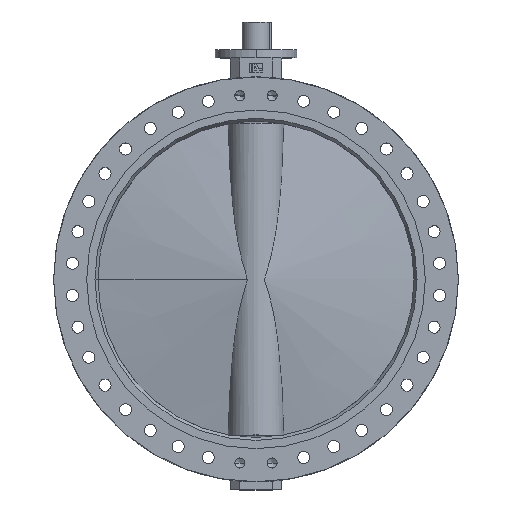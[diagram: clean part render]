
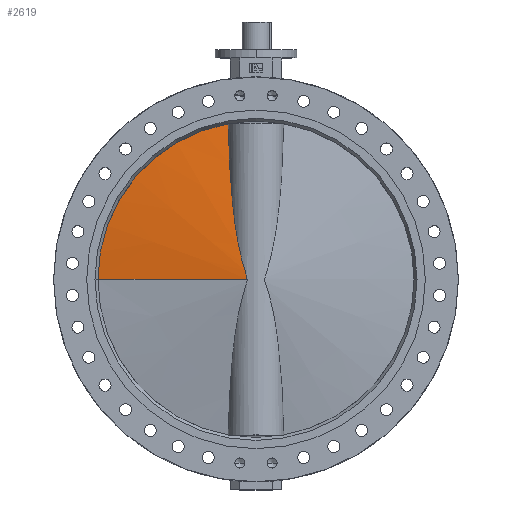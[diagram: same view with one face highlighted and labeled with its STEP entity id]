
A CAD part, top view. The second image highlights one B-rep face of the part: STEP entity #2619.
In plain terms, the highlighted conical face has half-angle 80.856 degrees and reference radius 683.427 mm.
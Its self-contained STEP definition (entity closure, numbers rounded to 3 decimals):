
#126 = CARTESIAN_POINT ( 'NONE',  ( -10.267, 671.202, -119.56 ) ) ;
#188 = CARTESIAN_POINT ( 'NONE',  ( -10.267, 671.202, -119.56 ) ) ;
#195 = CARTESIAN_POINT ( 'NONE',  ( -14.754, 642.954, -119.175 ) ) ;
#200 = CARTESIAN_POINT ( 'NONE',  ( -19.24, 614.711, -118.536 ) ) ;
#201 = CARTESIAN_POINT ( 'NONE',  ( -28.209, 558.239, -116.727 ) ) ;
#202 = CARTESIAN_POINT ( 'NONE',  ( -32.693, 530.009, -115.557 ) ) ;
#203 = CARTESIAN_POINT ( 'NONE',  ( -41.656, 473.564, -112.637 ) ) ;
#204 = CARTESIAN_POINT ( 'NONE',  ( -46.133, 445.366, -110.888 ) ) ;
#205 = CARTESIAN_POINT ( 'NONE',  ( -55.076, 389.027, -106.728 ) ) ;
#206 = CARTESIAN_POINT ( 'NONE',  ( -59.542, 360.886, -104.319 ) ) ;
#207 = CARTESIAN_POINT ( 'NONE',  ( -66.231, 318.726, -100.102 ) ) ;
#208 = CARTESIAN_POINT ( 'NONE',  ( -68.459, 304.681, -98.595 ) ) ;
#209 = CARTESIAN_POINT ( 'NONE',  ( -72.91, 276.61, -95.351 ) ) ;
#210 = CARTESIAN_POINT ( 'NONE',  ( -75.133, 262.584, -93.613 ) ) ;
#211 = CARTESIAN_POINT ( 'NONE',  ( -79.574, 234.558, -89.869 ) ) ;
#212 = CARTESIAN_POINT ( 'NONE',  ( -81.79, 220.566, -87.864 ) ) ;
#213 = CARTESIAN_POINT ( 'NONE',  ( -86.209, 192.636, -83.532 ) ) ;
#214 = CARTESIAN_POINT ( 'NONE',  ( -88.413, 178.697, -81.205 ) ) ;
#215 = CARTESIAN_POINT ( 'NONE',  ( -92.803, 150.886, -76.149 ) ) ;
#216 = CARTESIAN_POINT ( 'NONE',  ( -94.99, 137.013, -73.421 ) ) ;
#217 = CARTESIAN_POINT ( 'NONE',  ( -98.248, 116.268, -68.926 ) ) ;
#218 = CARTESIAN_POINT ( 'NONE',  ( -99.329, 109.369, -67.362 ) ) ;
#219 = CARTESIAN_POINT ( 'NONE',  ( -101.478, 95.612, -64.078 ) ) ;
#220 = CARTESIAN_POINT ( 'NONE',  ( -102.546, 88.753, -62.359 ) ) ;
#221 = CARTESIAN_POINT ( 'NONE',  ( -104.662, 75.083, -58.739 ) ) ;
#222 = CARTESIAN_POINT ( 'NONE',  ( -105.71, 68.272, -56.837 ) ) ;
#223 = CARTESIAN_POINT ( 'NONE',  ( -107.255, 58.092, -53.83 ) ) ;
#224 = CARTESIAN_POINT ( 'NONE',  ( -107.765, 54.706, -52.801 ) ) ;
#225 = CARTESIAN_POINT ( 'NONE',  ( -108.773, 47.944, -50.694 ) ) ;
#226 = CARTESIAN_POINT ( 'NONE',  ( -109.27, 44.569, -49.614 ) ) ;
#227 = CARTESIAN_POINT ( 'NONE',  ( -110.242, 37.827, -47.415 ) ) ;
#228 = CARTESIAN_POINT ( 'NONE',  ( -110.717, 34.46, -46.294 ) ) ;
#229 = CARTESIAN_POINT ( 'NONE',  ( -111.402, 29.408, -44.609 ) ) ;
#230 = CARTESIAN_POINT ( 'NONE',  ( -111.625, 27.723, -44.047 ) ) ;
#231 = CARTESIAN_POINT ( 'NONE',  ( -112.058, 24.349, -42.935 ) ) ;
#232 = CARTESIAN_POINT ( 'NONE',  ( -112.267, 22.66, -42.384 ) ) ;
#233 = CARTESIAN_POINT ( 'NONE',  ( -112.665, 19.271, -41.314 ) ) ;
#234 = CARTESIAN_POINT ( 'NONE',  ( -112.855, 17.571, -40.794 ) ) ;
#235 = CARTESIAN_POINT ( 'NONE',  ( -113.202, 14.151, -39.819 ) ) ;
#236 = CARTESIAN_POINT ( 'NONE',  ( -113.361, 12.43, -39.364 ) ) ;
#237 = CARTESIAN_POINT ( 'NONE',  ( -113.631, 8.95, -38.577 ) ) ;
#238 = CARTESIAN_POINT ( 'NONE',  ( -113.743, 7.191, -38.244 ) ) ;
#239 = CARTESIAN_POINT ( 'NONE',  ( -113.84, 4.953, -37.954 ) ) ;
#240 = CARTESIAN_POINT ( 'NONE',  ( -113.857, 4.503, -37.902 ) ) ;
#241 = CARTESIAN_POINT ( 'NONE',  ( -113.887, 3.6, -37.813 ) ) ;
#242 = CARTESIAN_POINT ( 'NONE',  ( -113.899, 3.146, -37.775 ) ) ;
#243 = CARTESIAN_POINT ( 'NONE',  ( -113.93, 1.792, -37.684 ) ) ;
#244 = CARTESIAN_POINT ( 'NONE',  ( -113.94, 0.894, -37.653 ) ) ;
#245 = CARTESIAN_POINT ( 'NONE',  ( -113.94, 0., -37.653 ) ) ;
#248 = CARTESIAN_POINT ( 'NONE',  ( -10.267, 0., 0. ) ) ;
#249 = DIRECTION ( 'NONE',  ( -1., 0., 0. ) ) ;
#250 = DIRECTION ( 'NONE',  ( 0., 0., 1. ) ) ;
#1841 = VERTEX_POINT ( 'NONE', #5121 ) ;
#1865 = VERTEX_POINT ( 'NONE', #126 ) ;
#2133 = EDGE_CURVE ( 'NONE', #1865, #10143, #2395, .T. ) ;
#2134 = EDGE_CURVE ( 'NONE', #1865, #1841, #3457, .T. ) ;
#2395 = B_SPLINE_CURVE_WITH_KNOTS ( 'NONE', 3,
 ( #188, #195, #200, #201, #202, #203, #204, #205, #206, #207, #208, #209, #210, #211, #212, #213, #214, #215, #216, #217, #218, #219, #220, #221, #222, #223, #224, #225, #226, #227, #228, #229, #230, #231, #232, #233, #234, #235, #236, #237, #238, #239, #240, #241, #242, #243, #244, #245 ),
 .UNSPECIFIED., .F., .F.,
 ( 4, 2, 2, 2, 2, 2, 2, 2, 2, 2, 2, 2, 2, 2, 2, 2, 2, 2, 2, 2, 2, 2, 2, 4 ),
 ( 0.07, 0.156, 0.241, 0.327, 0.413, 0.456, 0.499, 0.542, 0.585, 0.628, 0.649, 0.67, 0.692, 0.703, 0.713, 0.724, 0.729, 0.735, 0.74, 0.746, 0.751, 0.752, 0.754, 0.756 ),
 .UNSPECIFIED. ) ;
#2619 = ADVANCED_FACE ( 'NONE', ( #6351 ), #6355, .T. ) ;
#2873 = AXIS2_PLACEMENT_3D ( 'NONE', #248, #249, #250 ) ;
#3457 = CIRCLE ( 'NONE', #2873, 681.767 ) ;
#4014 = LINE ( 'NONE', #11082, #4015 ) ;
#4015 = VECTOR ( 'NONE', #11083, 1000. ) ;
#4519 = EDGE_LOOP ( 'NONE', ( #4669, #4670, #4671 ) ) ;
#4669 = ORIENTED_EDGE ( 'NONE', *, *, #8295, .F. ) ;
#4670 = ORIENTED_EDGE ( 'NONE', *, *, #2133, .F. ) ;
#4671 = ORIENTED_EDGE ( 'NONE', *, *, #2134, .T. ) ;
#5121 = CARTESIAN_POINT ( 'NONE',  ( -10.267, 0., -681.767 ) ) ;
#5902 = AXIS2_PLACEMENT_3D ( 'NONE', #8618, #8619, #8617 ) ;
#6351 = FACE_OUTER_BOUND ( 'NONE', #4519, .T. ) ;
#6355 = CONICAL_SURFACE ( 'NONE', #5902, 683.427, 1.411 ) ;
#8295 = EDGE_CURVE ( 'NONE', #10143, #1841, #4014, .T. ) ;
#8617 = DIRECTION ( 'NONE',  ( 0., 0., -1. ) ) ;
#8618 = CARTESIAN_POINT ( 'NONE',  ( -10., 0., 0. ) ) ;
#8619 = DIRECTION ( 'NONE',  ( 1., 0., 0. ) ) ;
#10143 = VERTEX_POINT ( 'NONE', #11510 ) ;
#11082 = CARTESIAN_POINT ( 'NONE',  ( -10., 0., -683.427 ) ) ;
#11083 = DIRECTION ( 'NONE',  ( 0.159, 0., -0.987 ) ) ;
#11510 = CARTESIAN_POINT ( 'NONE',  ( -113.94, 0., -37.653 ) ) ;
